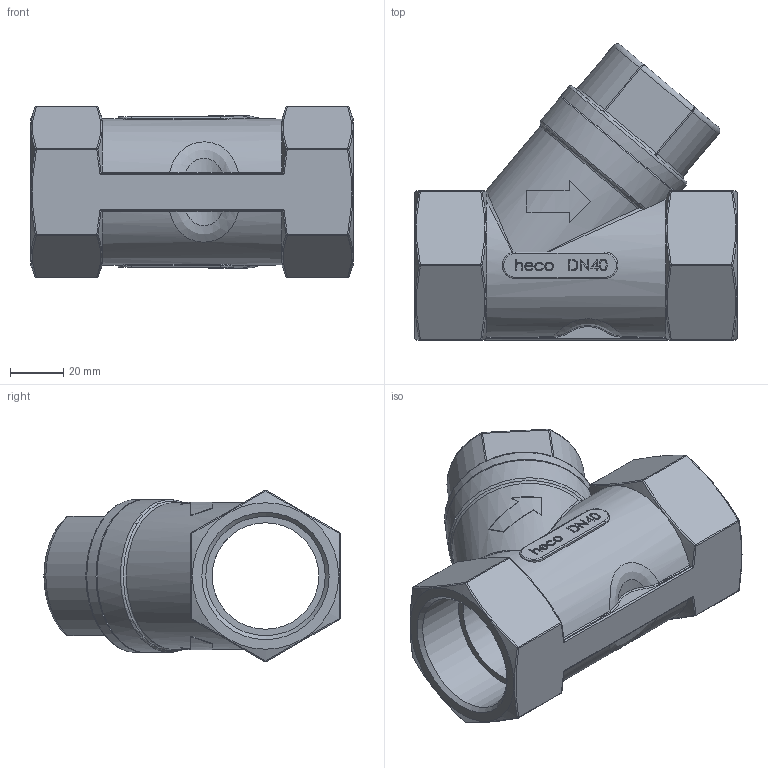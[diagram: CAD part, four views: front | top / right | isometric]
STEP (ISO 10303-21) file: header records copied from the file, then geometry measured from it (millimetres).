
FILE_DESCRIPTION (( 'STEP AP214' ), '1' );
FILE_NAME ('RV-112-000-4 Rückschlagventil heco.STEP', '2013-12-13T09:57:16', ( 'test' ), ( '' ), 'SwSTEP 2.0', 'SolidWorks 2011', '' );
FILE_SCHEMA (( 'AUTOMOTIVE_DESIGN' ));
Length unit declared in the file: millimetre
Products named in the file (1): RV-112-000-4 Rückschlagventil heco
Bounding box: 121 x 111.21 x 64.51 mm (x, y, z)
Volume: 246587.4 mm3; surface area: 53778.5 mm2
Topology: 1 solids, 1 shells, 454 faces, 1143 edges, 710 vertices
Faces by surface type: plane 208, bspline 148, cylinder 50, sphere 22, torus 17, cone 9
Full cylindrical faces by diameter (mm): 30 x1, 40 x1, 44.845 x2, 57.5 x1
Entity records: 27319 total; most frequent: CARTESIAN_POINT 12777, ORIENTED_EDGE 2218, DIRECTION 1491, EDGE_CURVE 1109, VERTEX_POINT 708, LINE 583, VECTOR 583, EDGE_LOOP 507
